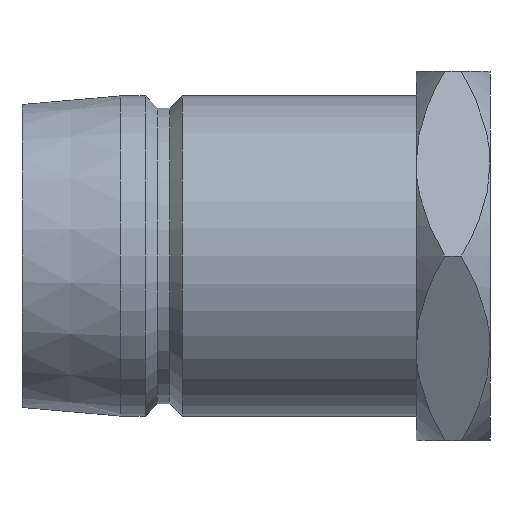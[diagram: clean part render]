
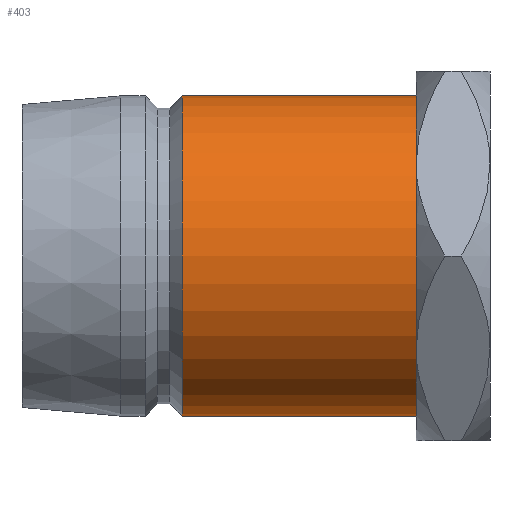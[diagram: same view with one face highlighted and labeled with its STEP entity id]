
A CAD part, front view. The second image highlights one B-rep face of the part: STEP entity #403.
In plain terms, the highlighted cylindrical face has radius 6.5 mm (diameter 13 mm), a partial arc.
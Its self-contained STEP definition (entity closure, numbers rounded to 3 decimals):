
#3 = VERTEX_POINT ( 'NONE', #26 ) ;
#26 = CARTESIAN_POINT ( 'NONE',  ( 16., 0., -6.5 ) ) ;
#45 = DIRECTION ( 'NONE',  ( -1., 0., 0. ) ) ;
#66 = VERTEX_POINT ( 'NONE', #97 ) ;
#70 = AXIS2_PLACEMENT_3D ( 'NONE', #851, #490, #933 ) ;
#97 = CARTESIAN_POINT ( 'NONE',  ( 16., 0., 6.5 ) ) ;
#115 = VERTEX_POINT ( 'NONE', #791 ) ;
#119 = LINE ( 'NONE', #1058, #611 ) ;
#222 = FACE_OUTER_BOUND ( 'NONE', #1033, .T. ) ;
#224 = AXIS2_PLACEMENT_3D ( 'NONE', #395, #1015, #918 ) ;
#236 = EDGE_CURVE ( 'NONE', #3, #1036, #119, .T. ) ;
#239 = CARTESIAN_POINT ( 'NONE',  ( 0., 0., 6.5 ) ) ;
#354 = VECTOR ( 'NONE', #409, 1000. ) ;
#395 = CARTESIAN_POINT ( 'NONE',  ( 0., 0., 0. ) ) ;
#403 = ADVANCED_FACE ( 'NONE', ( #222 ), #574, .T. ) ;
#409 = DIRECTION ( 'NONE',  ( -1., 0., 0. ) ) ;
#438 = DIRECTION ( 'NONE',  ( 0., 0., 1. ) ) ;
#490 = DIRECTION ( 'NONE',  ( -1., 0., 0. ) ) ;
#574 = CYLINDRICAL_SURFACE ( 'NONE', #224, 6.5 ) ;
#583 = DIRECTION ( 'NONE',  ( -1., 0., 0. ) ) ;
#592 = AXIS2_PLACEMENT_3D ( 'NONE', #741, #583, #438 ) ;
#606 = ORIENTED_EDGE ( 'NONE', *, *, #1059, .F. ) ;
#611 = VECTOR ( 'NONE', #45, 1000. ) ;
#691 = ORIENTED_EDGE ( 'NONE', *, *, #753, .T. ) ;
#741 = CARTESIAN_POINT ( 'NONE',  ( 6.5, 0., 0. ) ) ;
#747 = CIRCLE ( 'NONE', #70, 6.5 ) ;
#753 = EDGE_CURVE ( 'NONE', #66, #115, #998, .T. ) ;
#754 = CARTESIAN_POINT ( 'NONE',  ( 6.5, 0., -6.5 ) ) ;
#759 = EDGE_CURVE ( 'NONE', #3, #66, #747, .T. ) ;
#791 = CARTESIAN_POINT ( 'NONE',  ( 6.5, 0., 6.5 ) ) ;
#793 = CIRCLE ( 'NONE', #592, 6.5 ) ;
#824 = ORIENTED_EDGE ( 'NONE', *, *, #759, .T. ) ;
#851 = CARTESIAN_POINT ( 'NONE',  ( 16., 0., 0. ) ) ;
#918 = DIRECTION ( 'NONE',  ( 0., 0., 1. ) ) ;
#933 = DIRECTION ( 'NONE',  ( 0., 0., 1. ) ) ;
#998 = LINE ( 'NONE', #239, #354 ) ;
#1015 = DIRECTION ( 'NONE',  ( -1., 0., 0. ) ) ;
#1033 = EDGE_LOOP ( 'NONE', ( #1046, #824, #691, #606 ) ) ;
#1036 = VERTEX_POINT ( 'NONE', #754 ) ;
#1046 = ORIENTED_EDGE ( 'NONE', *, *, #236, .F. ) ;
#1058 = CARTESIAN_POINT ( 'NONE',  ( 0., 0., -6.5 ) ) ;
#1059 = EDGE_CURVE ( 'NONE', #1036, #115, #793, .T. ) ;
